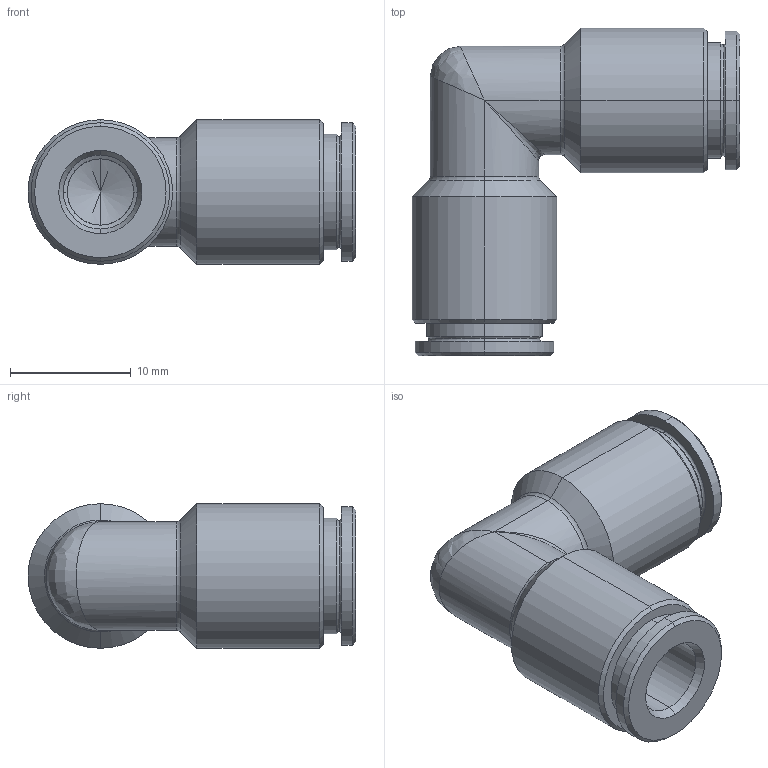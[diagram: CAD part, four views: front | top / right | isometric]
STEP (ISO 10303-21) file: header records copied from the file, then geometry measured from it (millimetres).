
FILE_DESCRIPTION (( 'STEP AP203' ), '1' );
FILE_NAME ('X0180030.STEP', '2010-10-26T14:28:02', ( '' ), ( 'sopra-pneumatic' ), 'SwSTEP 2.0', 'SolidWorks 2009', '' );
FILE_SCHEMA (( 'CONFIG_CONTROL_DESIGN' ));
Length unit declared in the file: millimetre
Products named in the file (1): X0180030
Bounding box: 27.2 x 27.2 x 12 mm (x, y, z)
Volume: 2671.2 mm3; surface area: 2567.2 mm2
Topology: 1 solids, 1 shells, 72 faces, 156 edges, 82 vertices
Faces by surface type: cylinder 28, cone 24, torus 12, plane 6, bspline 2
Entity records: 2609 total; most frequent: CARTESIAN_POINT 981, DIRECTION 370, ORIENTED_EDGE 296, AXIS2_PLACEMENT_3D 159, EDGE_CURVE 148, CIRCLE 88, VERTEX_POINT 82, EDGE_LOOP 78
